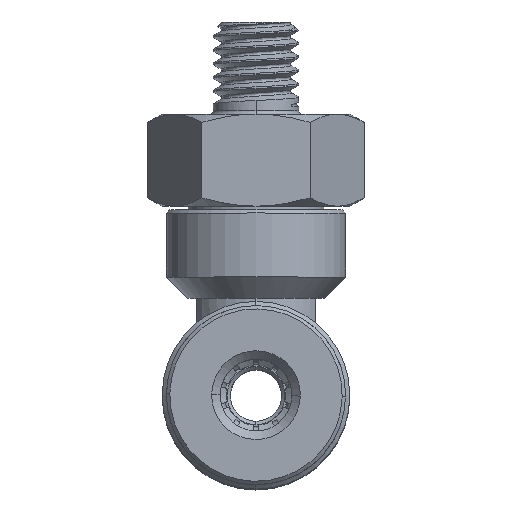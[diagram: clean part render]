
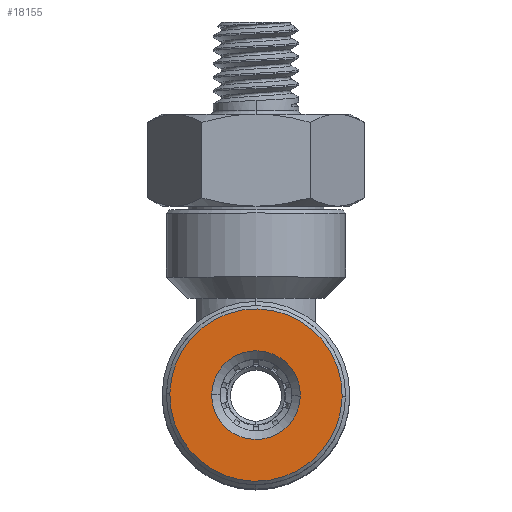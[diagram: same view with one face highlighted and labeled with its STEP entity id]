
A CAD part, top view. The second image highlights one B-rep face of the part: STEP entity #18155.
In plain terms, the highlighted planar face has unit normal (0, 0, 1).
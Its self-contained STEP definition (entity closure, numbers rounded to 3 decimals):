
#1038 = DIRECTION ( 'NONE',  ( -1., 0.021, 0. ) ) ;
#3331 = EDGE_LOOP ( 'NONE', ( #7408, #14456 ) ) ;
#3485 = DIRECTION ( 'NONE',  ( 0., 0., 1. ) ) ;
#5404 = CARTESIAN_POINT ( 'NONE',  ( 0., 0., 14.49 ) ) ;
#5413 = VERTEX_POINT ( 'NONE', #13242 ) ;
#5434 = AXIS2_PLACEMENT_3D ( 'NONE', #19032, #3485, #21669 ) ;
#5472 = CIRCLE ( 'NONE', #7914, 2.6 ) ;
#5721 = AXIS2_PLACEMENT_3D ( 'NONE', #10200, #29038, #13318 ) ;
#6348 = FACE_BOUND ( 'NONE', #24812, .T. ) ;
#7408 = ORIENTED_EDGE ( 'NONE', *, *, #11192, .T. ) ;
#7914 = AXIS2_PLACEMENT_3D ( 'NONE', #5404, #23651, #7962 ) ;
#7962 = DIRECTION ( 'NONE',  ( -1., 0.021, 0. ) ) ;
#10200 = CARTESIAN_POINT ( 'NONE',  ( 0., 0., 14.49 ) ) ;
#10699 = ORIENTED_EDGE ( 'NONE', *, *, #19692, .T. ) ;
#11192 = EDGE_CURVE ( 'NONE', #13974, #5413, #22094, .T. ) ;
#12265 = CARTESIAN_POINT ( 'NONE',  ( -2.599, 0.054, 14.49 ) ) ;
#13000 = CARTESIAN_POINT ( 'NONE',  ( 0., 0., 14.49 ) ) ;
#13242 = CARTESIAN_POINT ( 'NONE',  ( -5.049, 0.106, 14.49 ) ) ;
#13318 = DIRECTION ( 'NONE',  ( -1., 0.021, 0. ) ) ;
#13378 = EDGE_CURVE ( 'NONE', #21846, #16579, #23239, .T. ) ;
#13974 = VERTEX_POINT ( 'NONE', #20951 ) ;
#14456 = ORIENTED_EDGE ( 'NONE', *, *, #16215, .T. ) ;
#15567 = ORIENTED_EDGE ( 'NONE', *, *, #13378, .T. ) ;
#15597 = DIRECTION ( 'NONE',  ( -1., 0.021, 0. ) ) ;
#16215 = EDGE_CURVE ( 'NONE', #5413, #13974, #19984, .T. ) ;
#16521 = DIRECTION ( 'NONE',  ( 0., 0., -1. ) ) ;
#16579 = VERTEX_POINT ( 'NONE', #17953 ) ;
#17953 = CARTESIAN_POINT ( 'NONE',  ( 2.599, -0.054, 14.49 ) ) ;
#18155 = ADVANCED_FACE ( 'NONE', ( #6348, #27198 ), #33661, .T. ) ;
#19032 = CARTESIAN_POINT ( 'NONE',  ( 0., 0., 14.49 ) ) ;
#19692 = EDGE_CURVE ( 'NONE', #16579, #21846, #5472, .T. ) ;
#19984 = CIRCLE ( 'NONE', #5434, 5.05 ) ;
#20951 = CARTESIAN_POINT ( 'NONE',  ( 5.049, -0.106, 14.49 ) ) ;
#21669 = DIRECTION ( 'NONE',  ( -1., 0.021, 0. ) ) ;
#21846 = VERTEX_POINT ( 'NONE', #12265 ) ;
#22094 = CIRCLE ( 'NONE', #27074, 5.05 ) ;
#23239 = CIRCLE ( 'NONE', #28951, 2.6 ) ;
#23651 = DIRECTION ( 'NONE',  ( 0., 0., -1. ) ) ;
#24812 = EDGE_LOOP ( 'NONE', ( #15567, #10699 ) ) ;
#27074 = AXIS2_PLACEMENT_3D ( 'NONE', #13000, #31310, #15597 ) ;
#27198 = FACE_OUTER_BOUND ( 'NONE', #3331, .T. ) ;
#28951 = AXIS2_PLACEMENT_3D ( 'NONE', #32218, #16521, #1038 ) ;
#29038 = DIRECTION ( 'NONE',  ( 0., 0., 1. ) ) ;
#31310 = DIRECTION ( 'NONE',  ( 0., 0., 1. ) ) ;
#32218 = CARTESIAN_POINT ( 'NONE',  ( 0., 0., 14.49 ) ) ;
#33661 = PLANE ( 'NONE',  #5721 ) ;
